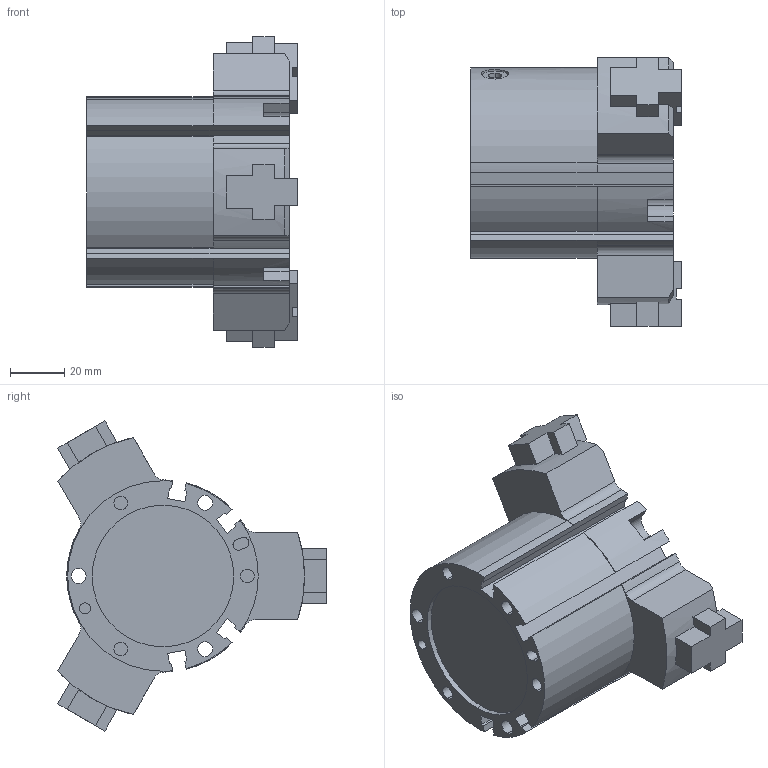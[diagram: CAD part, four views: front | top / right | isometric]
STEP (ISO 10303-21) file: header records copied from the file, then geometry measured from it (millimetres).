
FILE_DESCRIPTION (( 'STEP AP214' ), '1' );
FILE_NAME ('MHSL3-50D.step.step', '2011-07-07T19:05:44', ( 'SysAdmin' ), ( 'SolidWorks' ), 'SwSTEP 2.0', 'SolidWorks 2011', '' );
FILE_SCHEMA (( 'AUTOMOTIVE_DESIGN' ));
Length unit declared in the file: millimetre
Products named in the file (3): MHSL3-50D.step_MHSL-Finger_50; MHSL3-50D.step; MHSL3-50D.step_MHSL-Body_50
Assembly tree (4 placements, depth 2):
  MHSL3-50D.step
    MHSL3-50D.step_MHSL-Finger_50  x3
    MHSL3-50D.step_MHSL-Body_50
Bounding box: 77.5 x 98.66 x 113.92 mm (x, y, z)
Volume: 305570.5 mm3; surface area: 55228.3 mm2
Topology: 4 solids, 4 shells, 228 faces, 612 edges, 408 vertices
Faces by surface type: plane 157, cylinder 65, cone 6
Entity records: 6002 total; most frequent: CARTESIAN_POINT 1187, DIRECTION 990, ORIENTED_EDGE 984, EDGE_CURVE 492, LINE 336, VECTOR 336, VERTEX_POINT 328, AXIS2_PLACEMENT_3D 327
